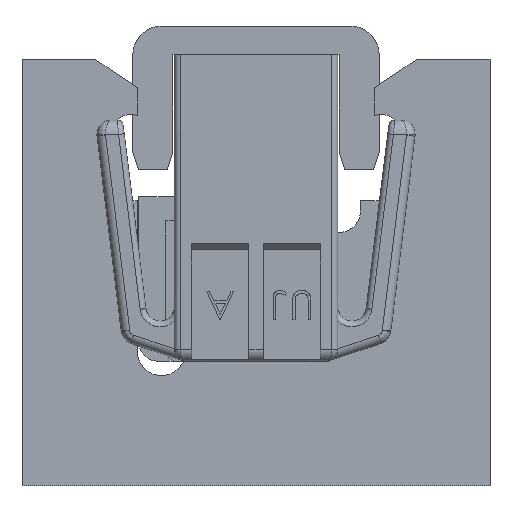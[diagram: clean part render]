
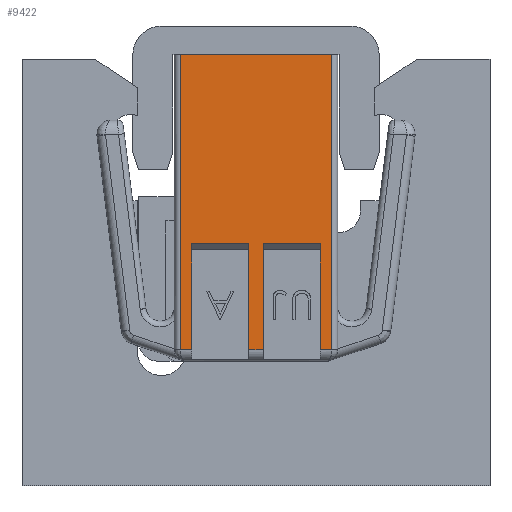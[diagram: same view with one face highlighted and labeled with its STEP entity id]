
A CAD part, front view. The second image highlights one B-rep face of the part: STEP entity #9422.
In plain terms, the highlighted planar face has unit normal (0, -1, 0).
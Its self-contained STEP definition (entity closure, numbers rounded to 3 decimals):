
#2072=DIRECTION('',(0.,0.,1.));
#2073=VECTOR('',#2072,10.3);
#2074=CARTESIAN_POINT('',(5.15,-6.04,-10.3));
#2075=LINE('',#2074,#2073);
#3278=DIRECTION('',(0.,0.,-1.));
#3279=VECTOR('',#3278,10.3);
#3280=CARTESIAN_POINT('',(-0.15,-6.04,0.));
#3281=LINE('',#3280,#3279);
#3290=DIRECTION('',(1.,0.,0.));
#3291=VECTOR('',#3290,5.3);
#3292=CARTESIAN_POINT('',(-0.15,-6.04,0.));
#3293=LINE('',#3292,#3291);
#3294=DIRECTION('',(-1.,0.,0.));
#3295=VECTOR('',#3294,2.);
#3296=CARTESIAN_POINT('',(4.75,-6.04,-6.6));
#3297=LINE('',#3296,#3295);
#3298=DIRECTION('',(0.,0.,-1.));
#3299=VECTOR('',#3298,3.7);
#3300=CARTESIAN_POINT('',(2.75,-6.04,-6.6));
#3301=LINE('',#3300,#3299);
#3302=DIRECTION('',(-1.,0.,0.));
#3303=VECTOR('',#3302,2.);
#3304=CARTESIAN_POINT('',(2.25,-6.04,-6.6));
#3305=LINE('',#3304,#3303);
#3306=DIRECTION('',(0.,0.,-1.));
#3307=VECTOR('',#3306,3.7);
#3308=CARTESIAN_POINT('',(0.25,-6.04,-6.6));
#3309=LINE('',#3308,#3307);
#3314=DIRECTION('',(1.,0.,0.));
#3315=VECTOR('',#3314,0.4);
#3316=CARTESIAN_POINT('',(-0.15,-6.04,-10.3));
#3317=LINE('',#3316,#3315);
#3322=DIRECTION('',(1.,0.,0.));
#3323=VECTOR('',#3322,0.5);
#3324=CARTESIAN_POINT('',(2.25,-6.04,-10.3));
#3325=LINE('',#3324,#3323);
#3330=DIRECTION('',(1.,0.,0.));
#3331=VECTOR('',#3330,0.4);
#3332=CARTESIAN_POINT('',(4.75,-6.04,-10.3));
#3333=LINE('',#3332,#3331);
#3344=CARTESIAN_POINT('',(-0.15,-6.04,-10.3));
#4299=DIRECTION('',(0.,0.,-1.));
#4300=VECTOR('',#4299,3.7);
#4301=CARTESIAN_POINT('',(2.25,-6.04,-6.6));
#4302=LINE('',#4301,#4300);
#4465=DIRECTION('',(0.,0.,-1.));
#4466=VECTOR('',#4465,3.7);
#4467=CARTESIAN_POINT('',(4.75,-6.04,-6.6));
#4468=LINE('',#4467,#4466);
#6556=CARTESIAN_POINT('',(5.15,-6.04,0.));
#6557=VERTEX_POINT('',#6556);
#6558=CARTESIAN_POINT('',(-0.15,-6.04,0.));
#6559=VERTEX_POINT('',#6558);
#6793=VERTEX_POINT('',#3344);
#6795=CARTESIAN_POINT('',(0.25,-6.04,-10.3));
#6796=VERTEX_POINT('',#6795);
#6801=CARTESIAN_POINT('',(2.25,-6.04,-10.3));
#6802=VERTEX_POINT('',#6801);
#6803=CARTESIAN_POINT('',(2.75,-6.04,-10.3));
#6804=VERTEX_POINT('',#6803);
#6809=CARTESIAN_POINT('',(4.75,-6.04,-10.3));
#6810=VERTEX_POINT('',#6809);
#6811=CARTESIAN_POINT('',(5.15,-6.04,-10.3));
#6812=VERTEX_POINT('',#6811);
#6813=CARTESIAN_POINT('',(4.75,-6.04,-6.6));
#6814=VERTEX_POINT('',#6813);
#6815=CARTESIAN_POINT('',(2.75,-6.04,-6.6));
#6816=VERTEX_POINT('',#6815);
#6817=CARTESIAN_POINT('',(2.25,-6.04,-6.6));
#6818=VERTEX_POINT('',#6817);
#6819=CARTESIAN_POINT('',(0.25,-6.04,-6.6));
#6820=VERTEX_POINT('',#6819);
#9394=CARTESIAN_POINT('',(0.,-6.04,-10.7));
#9395=DIRECTION('',(0.,-1.,0.));
#9396=DIRECTION('',(0.,0.,-1.));
#9397=AXIS2_PLACEMENT_3D('',#9394,#9395,#9396);
#9398=PLANE('',#9397);
#9399=ORIENTED_EDGE('',*,*,#9382,.F.);
#9400=ORIENTED_EDGE('',*,*,#8008,.T.);
#9401=ORIENTED_EDGE('',*,*,#8029,.F.);
#9403=ORIENTED_EDGE('',*,*,#9402,.F.);
#9405=ORIENTED_EDGE('',*,*,#9404,.F.);
#9407=ORIENTED_EDGE('',*,*,#9406,.T.);
#9409=ORIENTED_EDGE('',*,*,#9408,.T.);
#9411=ORIENTED_EDGE('',*,*,#9410,.F.);
#9413=ORIENTED_EDGE('',*,*,#9412,.F.);
#9415=ORIENTED_EDGE('',*,*,#9414,.T.);
#9417=ORIENTED_EDGE('',*,*,#9416,.T.);
#9419=ORIENTED_EDGE('',*,*,#9418,.F.);
#9420=EDGE_LOOP('',(#9399,#9400,#9401,#9403,#9405,#9407,#9409,#9411,#9413,#9415,
#9417,#9419));
#9421=FACE_OUTER_BOUND('',#9420,.F.);
#9422=ADVANCED_FACE('',(#9421),#9398,.T.);
#8008=EDGE_CURVE('',#6559,#6557,#3293,.T.);
#8029=EDGE_CURVE('',#6812,#6557,#2075,.T.);
#9382=EDGE_CURVE('',#6559,#6793,#3281,.T.);
#9402=EDGE_CURVE('',#6810,#6812,#3333,.T.);
#9404=EDGE_CURVE('',#6814,#6810,#4468,.T.);
#9406=EDGE_CURVE('',#6814,#6816,#3297,.T.);
#9408=EDGE_CURVE('',#6816,#6804,#3301,.T.);
#9410=EDGE_CURVE('',#6802,#6804,#3325,.T.);
#9412=EDGE_CURVE('',#6818,#6802,#4302,.T.);
#9414=EDGE_CURVE('',#6818,#6820,#3305,.T.);
#9416=EDGE_CURVE('',#6820,#6796,#3309,.T.);
#9418=EDGE_CURVE('',#6793,#6796,#3317,.T.);
